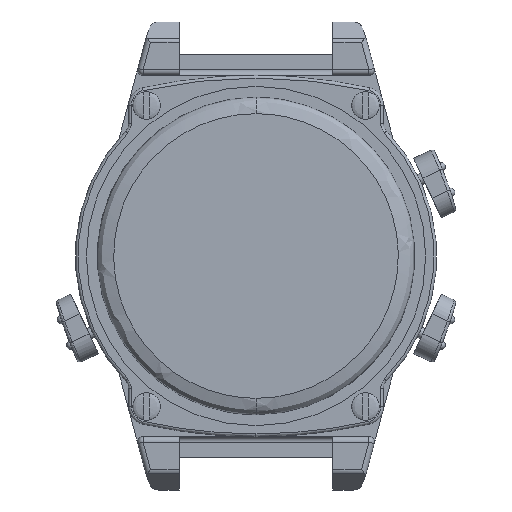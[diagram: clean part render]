
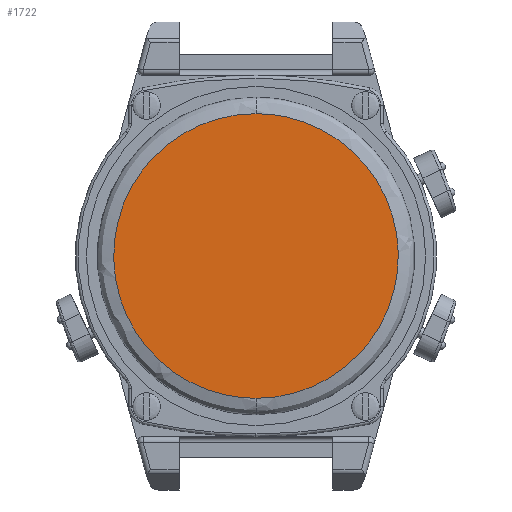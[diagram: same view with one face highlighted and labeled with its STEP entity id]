
A CAD part, front view. The second image highlights one B-rep face of the part: STEP entity #1722.
In plain terms, the highlighted planar face has unit normal (0, -1, 0).
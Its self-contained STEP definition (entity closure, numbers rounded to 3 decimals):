
#97 = CARTESIAN_POINT ( 'NONE',  ( 8.589, -2., -9.796 ) ) ;
#103 = CARTESIAN_POINT ( 'NONE',  ( -6.513, -2., 11.283 ) ) ;
#248 = CARTESIAN_POINT ( 'NONE',  ( 12.337, -2., 4.187 ) ) ;
#253 = CARTESIAN_POINT ( 'NONE',  ( -12.337, -2., -4.187 ) ) ;
#536 = CARTESIAN_POINT ( 'NONE',  ( 0., -2., -13. ) ) ;
#775 = FACE_OUTER_BOUND ( 'NONE', #2472, .T. ) ;
#780 = CARTESIAN_POINT ( 'NONE',  ( 7.932, -2., -10.335 ) ) ;
#870 = DIRECTION ( 'NONE',  ( 0., 0., -1. ) ) ;
#973 = DIRECTION ( 'NONE',  ( 0., -1., 0. ) ) ;
#979 = CARTESIAN_POINT ( 'NONE',  ( 10.335, -2., 7.932 ) ) ;
#984 = CARTESIAN_POINT ( 'NONE',  ( -3.373, -2., 12.584 ) ) ;
#1033 = CARTESIAN_POINT ( 'NONE',  ( -12.917, -2., -1.699 ) ) ;
#1703 = CARTESIAN_POINT ( 'NONE',  ( 9.796, -2., 8.589 ) ) ;
#1722 = ADVANCED_FACE ( 'NONE', ( #775 ), #3793, .T. ) ;
#1748 = CARTESIAN_POINT ( 'NONE',  ( 0.853, -2., 13. ) ) ;
#1801 = CARTESIAN_POINT ( 'NONE',  ( -11.283, -2., -6.513 ) ) ;
#2235 = B_SPLINE_CURVE_WITH_KNOTS ( 'NONE', 3,
 ( #2443, #3223, #8365, #984, #6124, #6821, #103, #3125, #7633, #5349, #7683, #9088, #3897, #3945, #8311, #5490, #4623, #6915, #1033, #8453, #253, #3077, #1801, #5397, #6176, #5442, #6029, #8991, #2342, #5293, #8262, #7737, #2686, #536 ),
 .UNSPECIFIED., .F., .F.,
 ( 4, 2, 2, 2, 2, 2, 2, 2, 2, 2, 2, 2, 2, 2, 2, 2, 4 ),
 ( 0.5, 0.531, 0.563, 0.594, 0.625, 0.656, 0.688, 0.719, 0.75, 0.781, 0.813, 0.844, 0.875, 0.906, 0.938, 0.969, 1. ),
 .UNSPECIFIED. ) ;
#2337 = CARTESIAN_POINT ( 'NONE',  ( 0., -2., -13. ) ) ;
#2342 = CARTESIAN_POINT ( 'NONE',  ( -5.763, -2., -11.684 ) ) ;
#2386 = CARTESIAN_POINT ( 'NONE',  ( 5.763, -2., -11.684 ) ) ;
#2443 = CARTESIAN_POINT ( 'NONE',  ( 0., -2., 13. ) ) ;
#2472 = EDGE_LOOP ( 'NONE', ( #3857, #5511 ) ) ;
#2487 = CARTESIAN_POINT ( 'NONE',  ( 4.187, -2., 12.337 ) ) ;
#2686 = CARTESIAN_POINT ( 'NONE',  ( -0.854, -2., -13. ) ) ;
#2912 = AXIS2_PLACEMENT_3D ( 'NONE', #5969, #973, #870 ) ;
#3019 = CARTESIAN_POINT ( 'NONE',  ( 3.373, -2., 12.584 ) ) ;
#3068 = CARTESIAN_POINT ( 'NONE',  ( 12.917, -2., 1.699 ) ) ;
#3077 = CARTESIAN_POINT ( 'NONE',  ( -11.684, -2., -5.763 ) ) ;
#3125 = CARTESIAN_POINT ( 'NONE',  ( -7.932, -2., 10.335 ) ) ;
#3216 = CARTESIAN_POINT ( 'NONE',  ( 6.513, -2., 11.283 ) ) ;
#3223 = CARTESIAN_POINT ( 'NONE',  ( -0.853, -2., 13. ) ) ;
#3750 = CARTESIAN_POINT ( 'NONE',  ( 12.584, -2., -3.373 ) ) ;
#3793 = PLANE ( 'NONE',  #2912 ) ;
#3797 = CARTESIAN_POINT ( 'NONE',  ( 6.513, -2., -11.283 ) ) ;
#3846 = CARTESIAN_POINT ( 'NONE',  ( 11.283, -2., 6.513 ) ) ;
#3857 = ORIENTED_EDGE ( 'NONE', *, *, #4221, .T. ) ;
#3893 = CARTESIAN_POINT ( 'NONE',  ( 4.187, -2., -12.337 ) ) ;
#3897 = CARTESIAN_POINT ( 'NONE',  ( -11.684, -2., 5.763 ) ) ;
#3941 = CARTESIAN_POINT ( 'NONE',  ( 11.283, -2., -6.513 ) ) ;
#3945 = CARTESIAN_POINT ( 'NONE',  ( -12.337, -2., 4.187 ) ) ;
#4221 = EDGE_CURVE ( 'NONE', #6503, #5417, #4308, .T. ) ;
#4308 = B_SPLINE_CURVE_WITH_KNOTS ( 'NONE', 3,
 ( #2337, #9033, #6118, #8305, #3893, #2386, #3797, #780, #97, #4615, #5341, #3941, #7583, #6859, #3750, #9082, #5392, #8359, #3068, #7628, #248, #4565, #3846, #979, #1703, #6909, #6024, #3216, #6170, #2487, #3019, #8401, #1748, #7437 ),
 .UNSPECIFIED., .F., .F.,
 ( 4, 2, 2, 2, 2, 2, 2, 2, 2, 2, 2, 2, 2, 2, 2, 2, 4 ),
 ( 0., 0.031, 0.063, 0.094, 0.125, 0.156, 0.188, 0.219, 0.25, 0.281, 0.312, 0.344, 0.375, 0.406, 0.437, 0.469, 0.5 ),
 .UNSPECIFIED. ) ;
#4565 = CARTESIAN_POINT ( 'NONE',  ( 11.684, -2., 5.763 ) ) ;
#4615 = CARTESIAN_POINT ( 'NONE',  ( 9.796, -2., -8.589 ) ) ;
#4623 = CARTESIAN_POINT ( 'NONE',  ( -13., -2., 0.853 ) ) ;
#4978 = EDGE_CURVE ( 'NONE', #5417, #6503, #2235, .T. ) ;
#5293 = CARTESIAN_POINT ( 'NONE',  ( -4.187, -2., -12.337 ) ) ;
#5341 = CARTESIAN_POINT ( 'NONE',  ( 10.335, -2., -7.932 ) ) ;
#5349 = CARTESIAN_POINT ( 'NONE',  ( -9.796, -2., 8.589 ) ) ;
#5392 = CARTESIAN_POINT ( 'NONE',  ( 13., -2., -0.853 ) ) ;
#5397 = CARTESIAN_POINT ( 'NONE',  ( -10.335, -2., -7.932 ) ) ;
#5417 = VERTEX_POINT ( 'NONE', #7660 ) ;
#5442 = CARTESIAN_POINT ( 'NONE',  ( -8.589, -2., -9.796 ) ) ;
#5490 = CARTESIAN_POINT ( 'NONE',  ( -12.917, -2., 1.699 ) ) ;
#5511 = ORIENTED_EDGE ( 'NONE', *, *, #4978, .T. ) ;
#5969 = CARTESIAN_POINT ( 'NONE',  ( 0., -2., 0. ) ) ;
#6024 = CARTESIAN_POINT ( 'NONE',  ( 7.932, -2., 10.335 ) ) ;
#6029 = CARTESIAN_POINT ( 'NONE',  ( -7.932, -2., -10.335 ) ) ;
#6118 = CARTESIAN_POINT ( 'NONE',  ( 1.699, -2., -12.917 ) ) ;
#6124 = CARTESIAN_POINT ( 'NONE',  ( -4.187, -2., 12.337 ) ) ;
#6170 = CARTESIAN_POINT ( 'NONE',  ( 5.763, -2., 11.684 ) ) ;
#6176 = CARTESIAN_POINT ( 'NONE',  ( -9.796, -2., -8.589 ) ) ;
#6503 = VERTEX_POINT ( 'NONE', #8225 ) ;
#6821 = CARTESIAN_POINT ( 'NONE',  ( -5.763, -2., 11.684 ) ) ;
#6859 = CARTESIAN_POINT ( 'NONE',  ( 12.337, -2., -4.187 ) ) ;
#6909 = CARTESIAN_POINT ( 'NONE',  ( 8.589, -2., 9.796 ) ) ;
#6915 = CARTESIAN_POINT ( 'NONE',  ( -13., -2., -0.853 ) ) ;
#7437 = CARTESIAN_POINT ( 'NONE',  ( 0., -2., 13. ) ) ;
#7583 = CARTESIAN_POINT ( 'NONE',  ( 11.684, -2., -5.763 ) ) ;
#7628 = CARTESIAN_POINT ( 'NONE',  ( 12.584, -2., 3.373 ) ) ;
#7633 = CARTESIAN_POINT ( 'NONE',  ( -8.589, -2., 9.796 ) ) ;
#7660 = CARTESIAN_POINT ( 'NONE',  ( 0., -2., 13. ) ) ;
#7683 = CARTESIAN_POINT ( 'NONE',  ( -10.335, -2., 7.932 ) ) ;
#7737 = CARTESIAN_POINT ( 'NONE',  ( -1.699, -2., -12.917 ) ) ;
#8225 = CARTESIAN_POINT ( 'NONE',  ( 0., -2., -13. ) ) ;
#8262 = CARTESIAN_POINT ( 'NONE',  ( -3.373, -2., -12.584 ) ) ;
#8305 = CARTESIAN_POINT ( 'NONE',  ( 3.373, -2., -12.584 ) ) ;
#8311 = CARTESIAN_POINT ( 'NONE',  ( -12.584, -2., 3.373 ) ) ;
#8359 = CARTESIAN_POINT ( 'NONE',  ( 13., -2., 0.853 ) ) ;
#8365 = CARTESIAN_POINT ( 'NONE',  ( -1.699, -2., 12.917 ) ) ;
#8401 = CARTESIAN_POINT ( 'NONE',  ( 1.699, -2., 12.917 ) ) ;
#8453 = CARTESIAN_POINT ( 'NONE',  ( -12.584, -2., -3.373 ) ) ;
#8991 = CARTESIAN_POINT ( 'NONE',  ( -6.513, -2., -11.283 ) ) ;
#9033 = CARTESIAN_POINT ( 'NONE',  ( 0.853, -2., -13. ) ) ;
#9082 = CARTESIAN_POINT ( 'NONE',  ( 12.917, -2., -1.699 ) ) ;
#9088 = CARTESIAN_POINT ( 'NONE',  ( -11.283, -2., 6.513 ) ) ;
